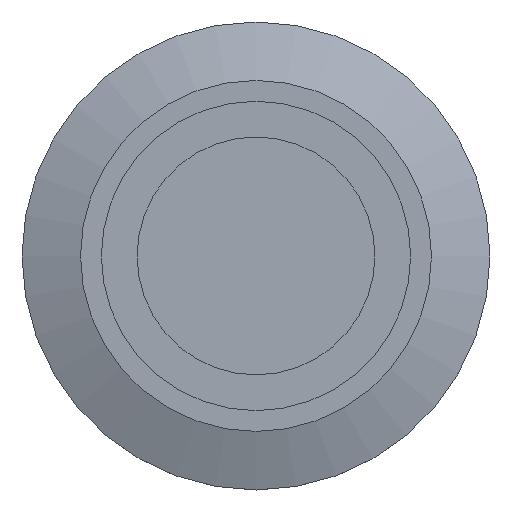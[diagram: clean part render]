
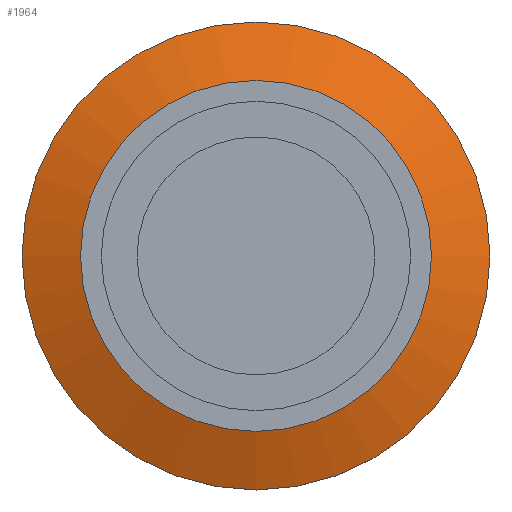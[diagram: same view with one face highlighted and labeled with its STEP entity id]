
A CAD part, top view. The second image highlights one B-rep face of the part: STEP entity #1964.
In plain terms, the highlighted conical face has half-angle 70 degrees and reference radius 7.875 mm.
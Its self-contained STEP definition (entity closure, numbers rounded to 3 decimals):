
#14=CONICAL_SURFACE('',#2115,7.875,1.222);
#212=FACE_OUTER_BOUND('',#330,.T.);
#330=EDGE_LOOP('',(#1782,#1783,#1784,#1785));
#376=CIRCLE('',#2114,6.75);
#377=CIRCLE('',#2116,9.);
#618=LINE('',#6254,#803);
#803=VECTOR('',#2573,7.875);
#987=VERTEX_POINT('',#6250);
#988=VERTEX_POINT('',#6253);
#1263=EDGE_CURVE('',#987,#987,#376,.T.);
#1264=EDGE_CURVE('',#987,#988,#618,.T.);
#1265=EDGE_CURVE('',#988,#988,#377,.T.);
#1782=ORIENTED_EDGE('',*,*,#1263,.T.);
#1783=ORIENTED_EDGE('',*,*,#1264,.T.);
#1784=ORIENTED_EDGE('',*,*,#1265,.T.);
#1785=ORIENTED_EDGE('',*,*,#1264,.F.);
#1964=ADVANCED_FACE('',(#212),#14,.T.);
#2114=AXIS2_PLACEMENT_3D('',#6251,#2569,#2570);
#2115=AXIS2_PLACEMENT_3D('',#6252,#2571,#2572);
#2116=AXIS2_PLACEMENT_3D('',#6255,#2574,#2575);
#2569=DIRECTION('center_axis',(0.,0.,-1.));
#2570=DIRECTION('ref_axis',(1.,0.,0.));
#2571=DIRECTION('center_axis',(0.,0.,-1.));
#2572=DIRECTION('ref_axis',(1.,0.,0.));
#2573=DIRECTION('',(-0.94,0.,-0.342));
#2574=DIRECTION('center_axis',(0.,0.,1.));
#2575=DIRECTION('ref_axis',(1.,0.,0.));
#6250=CARTESIAN_POINT('',(-6.75,0.,0.));
#6251=CARTESIAN_POINT('Origin',(0.,0.,0.));
#6252=CARTESIAN_POINT('Origin',(0.,0.,-0.409));
#6253=CARTESIAN_POINT('',(-9.,0.,-0.819));
#6254=CARTESIAN_POINT('',(-7.875,0.,-0.409));
#6255=CARTESIAN_POINT('Origin',(0.,0.,-0.819));
